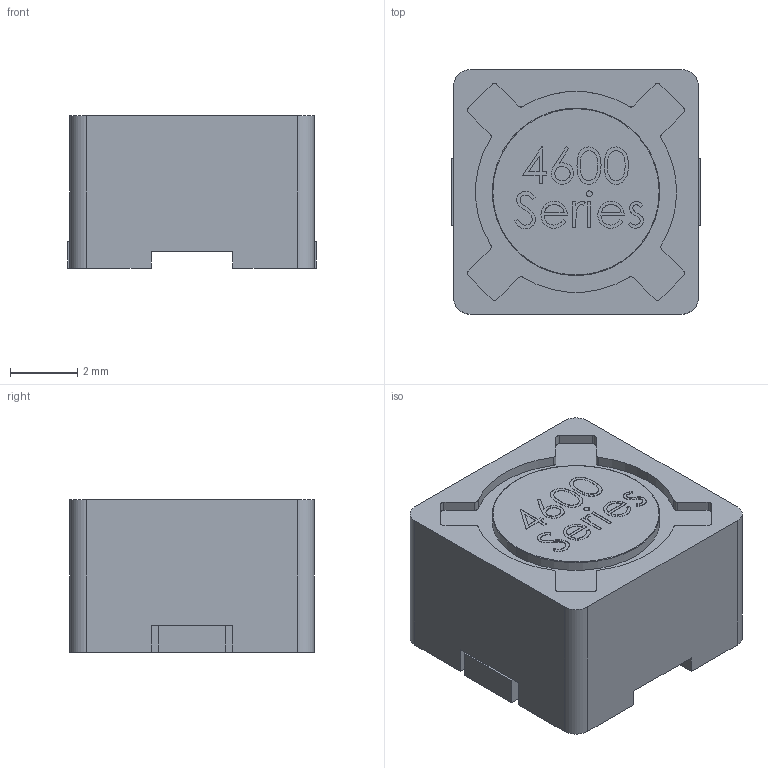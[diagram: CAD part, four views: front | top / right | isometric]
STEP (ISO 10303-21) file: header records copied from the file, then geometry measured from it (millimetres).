
FILE_DESCRIPTION (( 'STEP AP214' ), '1' );
FILE_NAME ('SW3dPS-Murata_4600.STEP', '2009-11-25T04:34:05', ( 'sysAdmin' ), ( 'SolidWorks' ), 'SwSTEP 2.0', 'SolidWorks 2009', '' );
FILE_SCHEMA (( 'AUTOMOTIVE_DESIGN' ));
Length unit declared in the file: millimetre
Products named in the file (1): SW3dPS-Murata_4600
Bounding box: 7.43 x 7.3 x 4.55 mm (x, y, z)
Volume: 227 mm3; surface area: 270.7 mm2
Topology: 1 solids, 1 shells, 219 faces, 588 edges, 390 vertices
Faces by surface type: plane 97, bspline 89, cylinder 31, torus 2
Entity records: 13084 total; most frequent: CARTESIAN_POINT 6205, ORIENTED_EDGE 1176, DIRECTION 734, EDGE_CURVE 588, VERTEX_POINT 390, LINE 344, VECTOR 344, EDGE_LOOP 238
